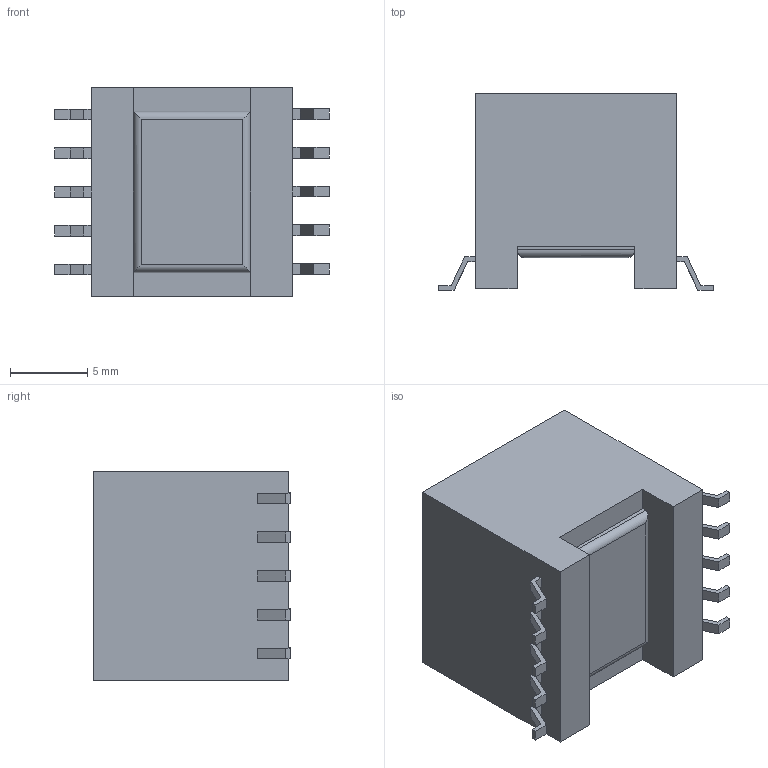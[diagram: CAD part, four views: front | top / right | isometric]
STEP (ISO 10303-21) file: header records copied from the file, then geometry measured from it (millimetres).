
FILE_DESCRIPTION (( 'STEP AP214' ), '1' );
FILE_NAME ('Coilcraft-POE13P-33L-DEFAULT.STEP', '2011-11-12T18:48:30', ( 'sysAdmin' ), ( 'SolidWorks' ), 'SwSTEP 2.0', 'SolidWorks 2012', '' );
FILE_SCHEMA (( 'AUTOMOTIVE_DESIGN' ));
Length unit declared in the file: millimetre
Products named in the file (1): Coilcraft-POE13P-33L-DEFAULT
Bounding box: 17.75 x 12.7 x 13.46 mm (x, y, z)
Surface area: 1136.3 mm2 (no closed solid volume)
Topology: 0 solids, 2 shells, 515 faces, 1274 edges, 801 vertices
Faces by surface type: bspline 265, plane 244, cylinder 6
Entity records: 26438 total; most frequent: CARTESIAN_POINT 10510, ORIENTED_EDGE 2544, EDGE_CURVE 1274, DIRECTION 1224, VERTEX_POINT 801, VECTOR 714, LINE 714, B_SPLINE_CURVE_WITH_KNOTS 556
